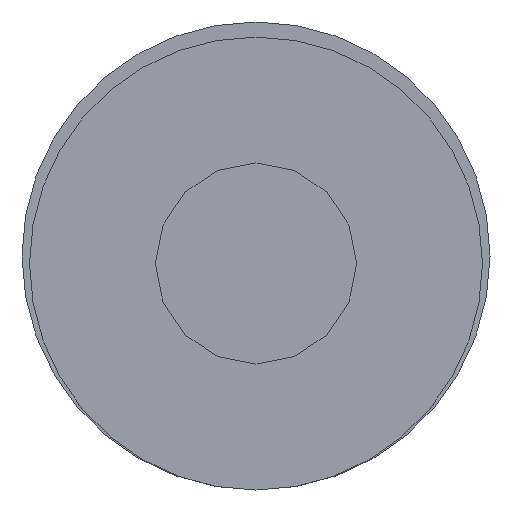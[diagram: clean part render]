
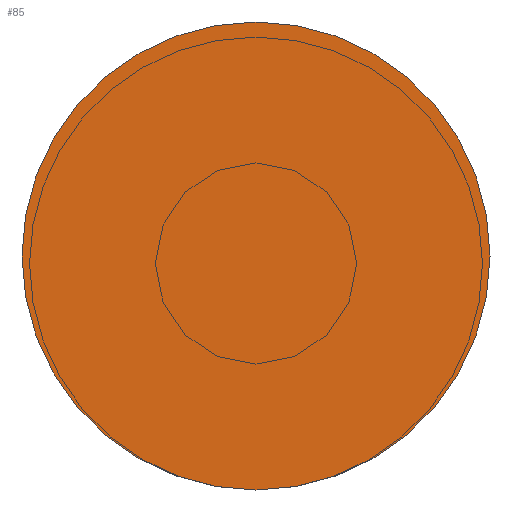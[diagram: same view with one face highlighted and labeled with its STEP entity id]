
A CAD part, front view. The second image highlights one B-rep face of the part: STEP entity #85.
In plain terms, the highlighted planar face has unit normal (0, -1, 0).
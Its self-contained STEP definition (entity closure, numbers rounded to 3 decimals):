
#85 = ADVANCED_FACE( '', ( #146 ), #147, .T. );
#146 = FACE_OUTER_BOUND( '', #186, .T. );
#147 = PLANE( '', #187 );
#186 = EDGE_LOOP( '', ( #226 ) );
#187 = AXIS2_PLACEMENT_3D( '', #227, #228, #229 );
#226 = ORIENTED_EDGE( '', *, *, #235, .T. );
#227 = CARTESIAN_POINT( '', ( 0., -500.1, 0. ) );
#228 = DIRECTION( '', ( 0., -1., 0. ) );
#229 = DIRECTION( '', ( 0., 0., -1. ) );
#235 = EDGE_CURVE( '', #250, #250, #251, .T. );
#250 = VERTEX_POINT( '', #269 );
#251 = CIRCLE( '', #270, 2.325 );
#269 = CARTESIAN_POINT( '', ( 2.325, -500.1, 0. ) );
#270 = AXIS2_PLACEMENT_3D( '', #288, #289, #290 );
#288 = CARTESIAN_POINT( '', ( 0., -500.1, 0. ) );
#289 = DIRECTION( '', ( 0., -1., 0. ) );
#290 = DIRECTION( '', ( 1., 0., 0. ) );
